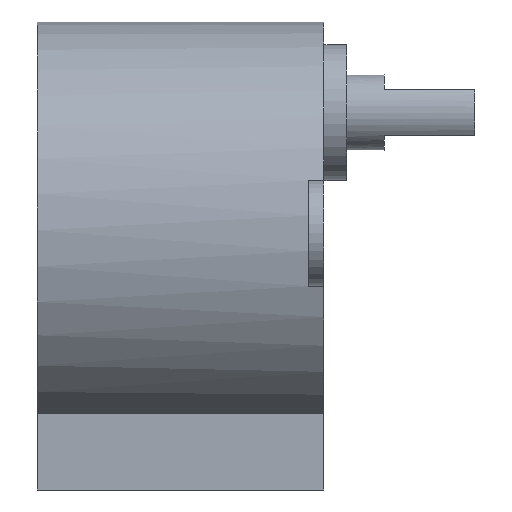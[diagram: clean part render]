
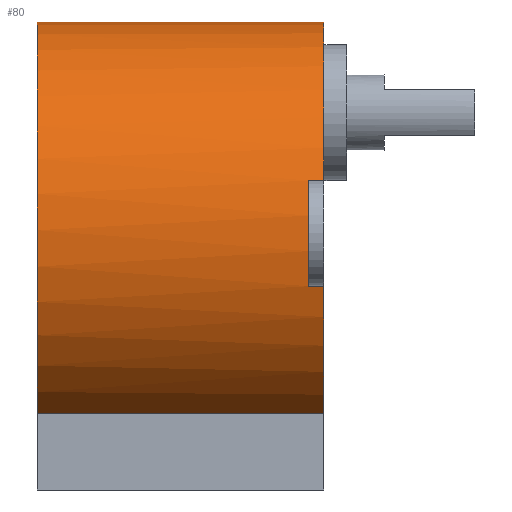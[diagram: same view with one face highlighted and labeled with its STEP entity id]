
A CAD part, left-side view. The second image highlights one B-rep face of the part: STEP entity #80.
In plain terms, the highlighted cylindrical face has radius 14 mm (diameter 28 mm), a partial arc.
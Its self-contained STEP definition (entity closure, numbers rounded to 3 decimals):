
#80=ADVANCED_FACE('',(#300),#302,.T.);
#300=FACE_BOUND('',#301,.T.);
#301=EDGE_LOOP('',(#479,#480,#481,#482,#483,#484,#485,#486,#487,#488,#489,#490));
#302=CYLINDRICAL_SURFACE('',#303,14.);
#303=AXIS2_PLACEMENT_3D('',#304,#305,#306);
#304=CARTESIAN_POINT('',(0.,0.,0.));
#305=DIRECTION('',(0.,1.,0.));
#306=DIRECTION('',(-0.521,0.,-0.853));
#479=ORIENTED_EDGE('',*,*,#589,.F.);
#480=ORIENTED_EDGE('',*,*,#569,.F.);
#481=ORIENTED_EDGE('',*,*,#590,.F.);
#482=ORIENTED_EDGE('',*,*,#577,.T.);
#483=ORIENTED_EDGE('',*,*,#591,.T.);
#484=ORIENTED_EDGE('',*,*,#592,.F.);
#485=ORIENTED_EDGE('',*,*,#593,.F.);
#486=ORIENTED_EDGE('',*,*,#585,.T.);
#487=ORIENTED_EDGE('',*,*,#594,.F.);
#488=ORIENTED_EDGE('',*,*,#595,.F.);
#489=ORIENTED_EDGE('',*,*,#596,.F.);
#490=ORIENTED_EDGE('',*,*,#581,.T.);
#569=EDGE_CURVE('',#625,#626,#627,.F.);
#577=EDGE_CURVE('',#642,#640,#643,.T.);
#581=EDGE_CURVE('',#650,#648,#651,.T.);
#585=EDGE_CURVE('',#636,#656,#658,.T.);
#589=EDGE_CURVE('',#626,#648,#665,.F.);
#590=EDGE_CURVE('',#642,#625,#666,.T.);
#591=EDGE_CURVE('',#640,#667,#668,.T.);
#592=EDGE_CURVE('',#669,#667,#670,.T.);
#593=EDGE_CURVE('',#636,#669,#671,.T.);
#594=EDGE_CURVE('',#672,#656,#673,.F.);
#595=EDGE_CURVE('',#674,#672,#675,.F.);
#596=EDGE_CURVE('',#650,#674,#676,.T.);
#625=VERTEX_POINT('',#721);
#626=VERTEX_POINT('',#722);
#627=CIRCLE('',#723,14.);
#636=VERTEX_POINT('',#745);
#640=VERTEX_POINT('',#753);
#642=VERTEX_POINT('',#757);
#643=CIRCLE('',#758,14.);
#648=VERTEX_POINT('',#771);
#650=VERTEX_POINT('',#775);
#651=CIRCLE('',#776,14.);
#656=VERTEX_POINT('',#789);
#658=CIRCLE('',#793,14.);
#665=LINE('',#812,#813);
#666=LINE('',#815,#816);
#667=VERTEX_POINT('',#818);
#668=LINE('',#819,#820);
#669=VERTEX_POINT('',#822);
#670=CIRCLE('',#823,14.);
#671=LINE('',#827,#828);
#672=VERTEX_POINT('',#830);
#673=LINE('',#831,#832);
#674=VERTEX_POINT('',#834);
#675=CIRCLE('',#835,14.);
#676=LINE('',#839,#840);
#721=CARTESIAN_POINT('',(13.555,1.,-3.5));
#722=CARTESIAN_POINT('',(13.555,1.,3.5));
#723=AXIS2_PLACEMENT_3D('',#724,#725,#726);
#724=CARTESIAN_POINT('',(0.,1.,0.));
#725=DIRECTION('',(0.,1.,0.));
#726=DIRECTION('',(0.968,0.,0.25));
#745=CARTESIAN_POINT('',(-7.3,0.,-11.946));
#753=CARTESIAN_POINT('',(7.3,0.,-11.946));
#757=CARTESIAN_POINT('',(13.555,0.,-3.5));
#758=AXIS2_PLACEMENT_3D('',#759,#760,#761);
#759=CARTESIAN_POINT('',(0.,0.,0.));
#760=DIRECTION('',(0.,1.,0.));
#761=DIRECTION('',(0.968,0.,-0.25));
#771=CARTESIAN_POINT('',(13.555,0.,3.5));
#775=CARTESIAN_POINT('',(-13.555,0.,3.5));
#776=AXIS2_PLACEMENT_3D('',#777,#778,#779);
#777=CARTESIAN_POINT('',(0.,0.,0.));
#778=DIRECTION('',(0.,1.,0.));
#779=DIRECTION('',(-0.968,0.,0.25));
#789=CARTESIAN_POINT('',(-13.555,0.,-3.5));
#793=AXIS2_PLACEMENT_3D('',#794,#795,#796);
#794=CARTESIAN_POINT('',(0.,0.,0.));
#795=DIRECTION('',(0.,1.,0.));
#796=DIRECTION('',(-0.521,0.,-0.853));
#812=CARTESIAN_POINT('',(13.555,0.,3.5));
#813=VECTOR('',#814,1.);
#814=DIRECTION('',(0.,1.,0.));
#815=CARTESIAN_POINT('',(13.555,0.,-3.5));
#816=VECTOR('',#817,1.);
#817=DIRECTION('',(0.,1.,0.));
#818=CARTESIAN_POINT('',(7.3,19.,-11.946));
#819=CARTESIAN_POINT('',(7.3,0.,-11.946));
#820=VECTOR('',#821,1.);
#821=DIRECTION('',(0.,1.,0.));
#822=CARTESIAN_POINT('',(-7.3,19.,-11.946));
#823=AXIS2_PLACEMENT_3D('',#824,#825,#826);
#824=CARTESIAN_POINT('',(0.,19.,0.));
#825=DIRECTION('',(0.,1.,0.));
#826=DIRECTION('',(-0.521,0.,-0.853));
#827=CARTESIAN_POINT('',(-7.3,0.,-11.946));
#828=VECTOR('',#829,1.);
#829=DIRECTION('',(0.,1.,0.));
#830=CARTESIAN_POINT('',(-13.555,1.,-3.5));
#831=CARTESIAN_POINT('',(-13.555,0.,-3.5));
#832=VECTOR('',#833,1.);
#833=DIRECTION('',(0.,1.,0.));
#834=CARTESIAN_POINT('',(-13.555,1.,3.5));
#835=AXIS2_PLACEMENT_3D('',#836,#837,#838);
#836=CARTESIAN_POINT('',(0.,1.,0.));
#837=DIRECTION('',(0.,1.,0.));
#838=DIRECTION('',(-0.968,0.,-0.25));
#839=CARTESIAN_POINT('',(-13.555,0.,3.5));
#840=VECTOR('',#841,1.);
#841=DIRECTION('',(0.,1.,0.));
